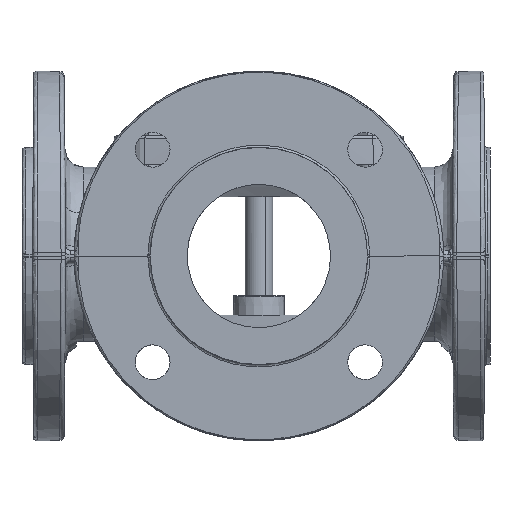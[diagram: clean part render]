
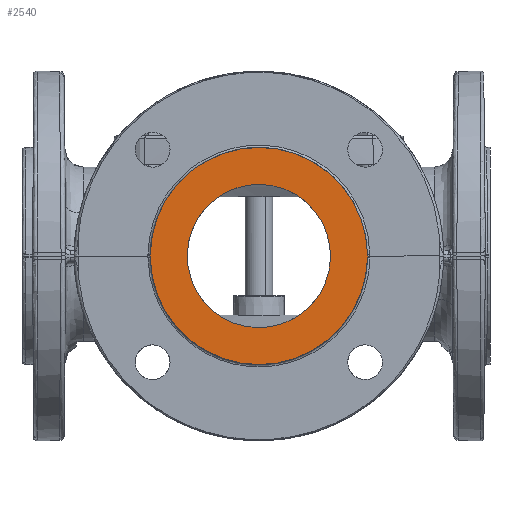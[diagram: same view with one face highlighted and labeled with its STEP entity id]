
A CAD part, front view. The second image highlights one B-rep face of the part: STEP entity #2540.
In plain terms, the highlighted planar face has unit normal (0, -1, 0).
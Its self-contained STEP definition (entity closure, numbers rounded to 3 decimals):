
#1667=AXIS2_PLACEMENT_3D('Circle Axis2P3D',#1665,#1666,$) ;
#1696=AXIS2_PLACEMENT_3D('Circle Axis2P3D',#1694,#1695,$) ;
#2484=AXIS2_PLACEMENT_3D('Plane Axis2P3D',#2481,#2482,#2483) ;
#2488=AXIS2_PLACEMENT_3D('Circle Axis2P3D',#2486,#2487,$) ;
#2511=AXIS2_PLACEMENT_3D('Circle Axis2P3D',#2509,#2510,$) ;
#1662=CARTESIAN_POINT('Vertex',(27.205,-100.,14.862)) ;
#1665=CARTESIAN_POINT('Axis2P3D Location',(0.,-100.,0.)) ;
#1669=CARTESIAN_POINT('Vertex',(-27.205,-100.,-14.862)) ;
#1694=CARTESIAN_POINT('Axis2P3D Location',(0.,-100.,0.)) ;
#2481=CARTESIAN_POINT('Axis2P3D Location',(-118.444,-100.,0.)) ;
#2486=CARTESIAN_POINT('Axis2P3D Location',(0.,-100.,0.)) ;
#2490=CARTESIAN_POINT('Vertex',(-46.993,-100.,0.82)) ;
#2492=CARTESIAN_POINT('Vertex',(46.993,-100.,0.82)) ;
#2495=CARTESIAN_POINT('Line Origine',(-46.996,-100.,0.41)) ;
#2499=CARTESIAN_POINT('Vertex',(-47.,-100.,0.)) ;
#2502=CARTESIAN_POINT('Line Origine',(-46.996,-100.,-0.41)) ;
#2506=CARTESIAN_POINT('Vertex',(-46.993,-100.,-0.82)) ;
#2509=CARTESIAN_POINT('Axis2P3D Location',(0.,-100.,0.)) ;
#2513=CARTESIAN_POINT('Vertex',(46.993,-100.,-0.82)) ;
#2516=CARTESIAN_POINT('Line Origine',(46.996,-100.,-0.41)) ;
#2520=CARTESIAN_POINT('Vertex',(47.,-100.,0.)) ;
#2523=CARTESIAN_POINT('Line Origine',(46.996,-100.,0.41)) ;
#1666=DIRECTION('Axis2P3D Direction',(0.,-1.,0.)) ;
#1695=DIRECTION('Axis2P3D Direction',(0.,-1.,0.)) ;
#2482=DIRECTION('Axis2P3D Direction',(-0.,1.,0.)) ;
#2483=DIRECTION('Axis2P3D XDirection',(1.,0.,0.)) ;
#2487=DIRECTION('Axis2P3D Direction',(-0.,1.,0.)) ;
#2496=DIRECTION('Vector Direction',(0.009,0.,1.)) ;
#2503=DIRECTION('Vector Direction',(0.009,0.,-1.)) ;
#2510=DIRECTION('Axis2P3D Direction',(-0.,1.,0.)) ;
#2517=DIRECTION('Vector Direction',(-0.009,0.,-1.)) ;
#2524=DIRECTION('Vector Direction',(-0.009,0.,1.)) ;
#2497=VECTOR('Line Direction',#2496,1.) ;
#2504=VECTOR('Line Direction',#2503,1.) ;
#2518=VECTOR('Line Direction',#2517,1.) ;
#2525=VECTOR('Line Direction',#2524,1.) ;
#2529=ORIENTED_EDGE('',*,*,#2494,.F.) ;
#2530=ORIENTED_EDGE('',*,*,#2501,.F.) ;
#2531=ORIENTED_EDGE('',*,*,#2508,.T.) ;
#2532=ORIENTED_EDGE('',*,*,#2515,.F.) ;
#2533=ORIENTED_EDGE('',*,*,#2522,.F.) ;
#2534=ORIENTED_EDGE('',*,*,#2527,.T.) ;
#2537=ORIENTED_EDGE('',*,*,#1671,.T.) ;
#2538=ORIENTED_EDGE('',*,*,#1698,.T.) ;
#2539=FACE_BOUND('',#2536,.T.) ;
#2540=ADVANCED_FACE('Body.2',(#2535,#2539),#2485,.F.) ;
#1668=CIRCLE('generated circle',#1667,31.) ;
#1697=CIRCLE('generated circle',#1696,31.) ;
#2489=CIRCLE('generated circle',#2488,47.) ;
#2512=CIRCLE('generated circle',#2511,47.) ;
#1671=EDGE_CURVE('',#1670,#1663,#1668,.F.) ;
#1698=EDGE_CURVE('',#1663,#1670,#1697,.F.) ;
#2494=EDGE_CURVE('',#2491,#2493,#2489,.T.) ;
#2501=EDGE_CURVE('',#2500,#2491,#2498,.T.) ;
#2508=EDGE_CURVE('',#2500,#2507,#2505,.T.) ;
#2515=EDGE_CURVE('',#2514,#2507,#2512,.T.) ;
#2522=EDGE_CURVE('',#2521,#2514,#2519,.T.) ;
#2527=EDGE_CURVE('',#2521,#2493,#2526,.T.) ;
#2528=EDGE_LOOP('',(#2529,#2530,#2531,#2532,#2533,#2534)) ;
#2536=EDGE_LOOP('',(#2537,#2538)) ;
#2535=FACE_OUTER_BOUND('',#2528,.T.) ;
#2498=LINE('Line',#2495,#2497) ;
#2505=LINE('Line',#2502,#2504) ;
#2519=LINE('Line',#2516,#2518) ;
#2526=LINE('Line',#2523,#2525) ;
#2485=PLANE('',#2484) ;
#1663=VERTEX_POINT('',#1662) ;
#1670=VERTEX_POINT('',#1669) ;
#2491=VERTEX_POINT('',#2490) ;
#2493=VERTEX_POINT('',#2492) ;
#2500=VERTEX_POINT('',#2499) ;
#2507=VERTEX_POINT('',#2506) ;
#2514=VERTEX_POINT('',#2513) ;
#2521=VERTEX_POINT('',#2520) ;
